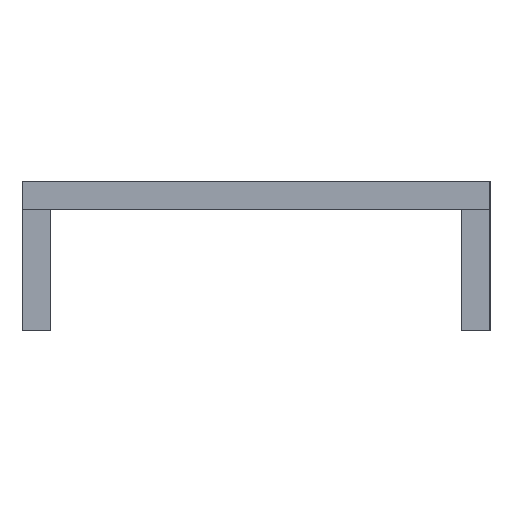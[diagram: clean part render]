
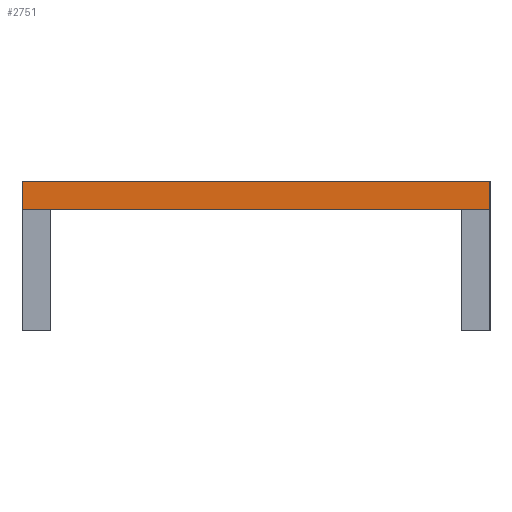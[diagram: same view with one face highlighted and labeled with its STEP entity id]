
A CAD part, left-side view. The second image highlights one B-rep face of the part: STEP entity #2751.
In plain terms, the highlighted planar face has unit normal (-1, 0, 0).
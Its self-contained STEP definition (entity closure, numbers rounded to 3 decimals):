
#24 = LINE ( 'NONE', #658, #2390 ) ;
#25 = ORIENTED_EDGE ( 'NONE', *, *, #1062, .F. ) ;
#141 = DIRECTION ( 'NONE',  ( 0., -1., 0. ) ) ;
#402 = CARTESIAN_POINT ( 'NONE',  ( -294., 12.5, -8. ) ) ;
#410 = DIRECTION ( 'NONE',  ( 0., 0., 1. ) ) ;
#553 = DIRECTION ( 'NONE',  ( -1., 0., 0. ) ) ;
#658 = CARTESIAN_POINT ( 'NONE',  ( -294., 12.5, 0. ) ) ;
#670 = DIRECTION ( 'NONE',  ( 0., -1., 0. ) ) ;
#809 = VERTEX_POINT ( 'NONE', #1515 ) ;
#850 = VERTEX_POINT ( 'NONE', #1338 ) ;
#909 = LINE ( 'NONE', #1716, #2526 ) ;
#977 = LINE ( 'NONE', #402, #1730 ) ;
#980 = CARTESIAN_POINT ( 'NONE',  ( -294., -12.5, 0. ) ) ;
#1010 = EDGE_CURVE ( 'NONE', #1896, #1449, #24, .T. ) ;
#1061 = CARTESIAN_POINT ( 'NONE',  ( -294., 12.5, -1.5 ) ) ;
#1062 = EDGE_CURVE ( 'NONE', #850, #1896, #977, .T. ) ;
#1214 = EDGE_CURVE ( 'NONE', #850, #809, #2421, .T. ) ;
#1282 = DIRECTION ( 'NONE',  ( 0., 0., -1. ) ) ;
#1338 = CARTESIAN_POINT ( 'NONE',  ( -294., 12.5, -1.5 ) ) ;
#1449 = VERTEX_POINT ( 'NONE', #980 ) ;
#1492 = PLANE ( 'NONE',  #2693 ) ;
#1515 = CARTESIAN_POINT ( 'NONE',  ( -294., -12.5, -1.5 ) ) ;
#1557 = FACE_OUTER_BOUND ( 'NONE', #2467, .T. ) ;
#1716 = CARTESIAN_POINT ( 'NONE',  ( -294., -12.5, 0. ) ) ;
#1721 = CARTESIAN_POINT ( 'NONE',  ( -294., 12.5, 0. ) ) ;
#1730 = VECTOR ( 'NONE', #410, 1000. ) ;
#1858 = ORIENTED_EDGE ( 'NONE', *, *, #1010, .F. ) ;
#1896 = VERTEX_POINT ( 'NONE', #1721 ) ;
#1913 = EDGE_CURVE ( 'NONE', #1449, #809, #909, .T. ) ;
#1922 = CARTESIAN_POINT ( 'NONE',  ( -294., 0., 0. ) ) ;
#2210 = VECTOR ( 'NONE', #141, 1000. ) ;
#2290 = ORIENTED_EDGE ( 'NONE', *, *, #1913, .F. ) ;
#2310 = DIRECTION ( 'NONE',  ( 0., 0., 1. ) ) ;
#2390 = VECTOR ( 'NONE', #670, 1000. ) ;
#2421 = LINE ( 'NONE', #1061, #2210 ) ;
#2467 = EDGE_LOOP ( 'NONE', ( #2597, #2290, #1858, #25 ) ) ;
#2526 = VECTOR ( 'NONE', #1282, 1000. ) ;
#2597 = ORIENTED_EDGE ( 'NONE', *, *, #1214, .T. ) ;
#2693 = AXIS2_PLACEMENT_3D ( 'NONE', #1922, #553, #2310 ) ;
#2751 = ADVANCED_FACE ( 'NONE', ( #1557 ), #1492, .T. ) ;
